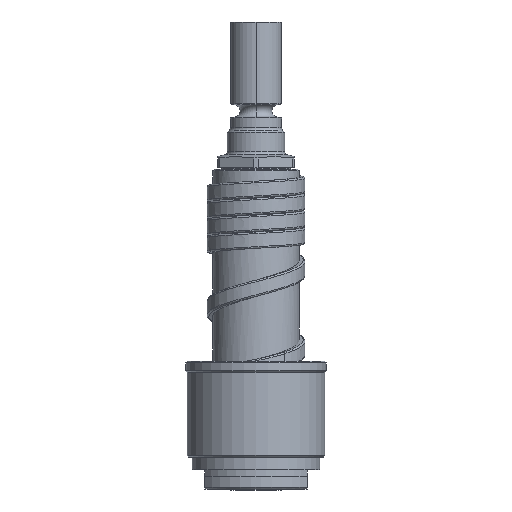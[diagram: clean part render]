
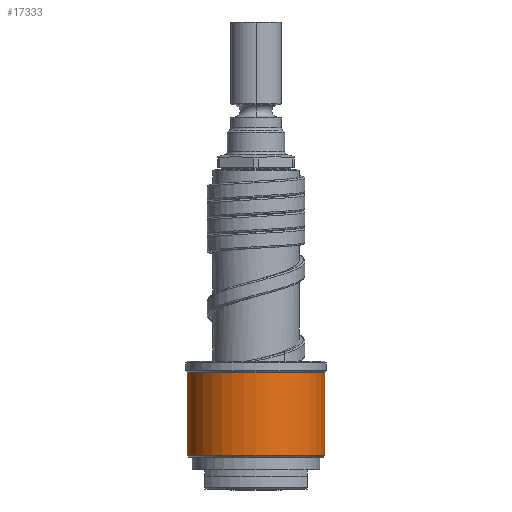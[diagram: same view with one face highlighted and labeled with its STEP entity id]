
A CAD part, front view. The second image highlights one B-rep face of the part: STEP entity #17333.
In plain terms, the highlighted cylindrical face has radius 21.5 mm (diameter 43 mm), a partial arc.
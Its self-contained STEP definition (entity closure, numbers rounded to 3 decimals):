
#5787=CARTESIAN_POINT('',(0.,0.,10.583));
#5788=DIRECTION('',(0.,0.,1.));
#5789=DIRECTION('',(-1.,0.,0.));
#5790=AXIS2_PLACEMENT_3D('',#5787,#5788,#5789);
#5792=DIRECTION('',(0.,0.,-1.));
#5793=VECTOR('',#5792,25.834);
#5794=CARTESIAN_POINT('',(-21.5,0.,36.417));
#5795=LINE('',#5794,#5793);
#5796=CARTESIAN_POINT('',(0.,0.,36.417));
#5797=DIRECTION('',(0.,0.,1.));
#5798=DIRECTION('',(-1.,0.,0.));
#5799=AXIS2_PLACEMENT_3D('',#5796,#5797,#5798);
#5801=DIRECTION('',(0.,0.,-1.));
#5802=VECTOR('',#5801,25.834);
#5803=CARTESIAN_POINT('',(21.5,0.,36.417));
#5804=LINE('',#5803,#5802);
#6540=CARTESIAN_POINT('',(21.5,0.,36.417));
#6541=CARTESIAN_POINT('',(-21.5,0.,36.417));
#6542=VERTEX_POINT('',#6540);
#6543=VERTEX_POINT('',#6541);
#6566=CARTESIAN_POINT('',(21.5,0.,10.583));
#6567=VERTEX_POINT('',#6566);
#6568=CARTESIAN_POINT('',(-21.5,0.,10.583));
#6569=VERTEX_POINT('',#6568);
#17321=CARTESIAN_POINT('',(0.,0.,8.5));
#17322=DIRECTION('',(0.,0.,1.));
#17323=DIRECTION('',(-1.,0.,0.));
#17324=AXIS2_PLACEMENT_3D('',#17321,#17322,#17323);
#17325=CYLINDRICAL_SURFACE('',#17324,21.5);
#17326=ORIENTED_EDGE('',*,*,#16674,.F.);
#17327=ORIENTED_EDGE('',*,*,#16655,.F.);
#17329=ORIENTED_EDGE('',*,*,#17328,.T.);
#17330=ORIENTED_EDGE('',*,*,#16651,.T.);
#17331=EDGE_LOOP('',(#17326,#17327,#17329,#17330));
#17332=FACE_OUTER_BOUND('',#17331,.F.);
#5791=CIRCLE('',#5790,21.5);
#5800=CIRCLE('',#5799,21.5);
#16651=EDGE_CURVE('',#6542,#6567,#5804,.T.);
#16655=EDGE_CURVE('',#6543,#6569,#5795,.T.);
#16674=EDGE_CURVE('',#6569,#6567,#5791,.T.);
#17328=EDGE_CURVE('',#6543,#6542,#5800,.T.);
#17333=ADVANCED_FACE('',(#17332),#17325,.T.);
